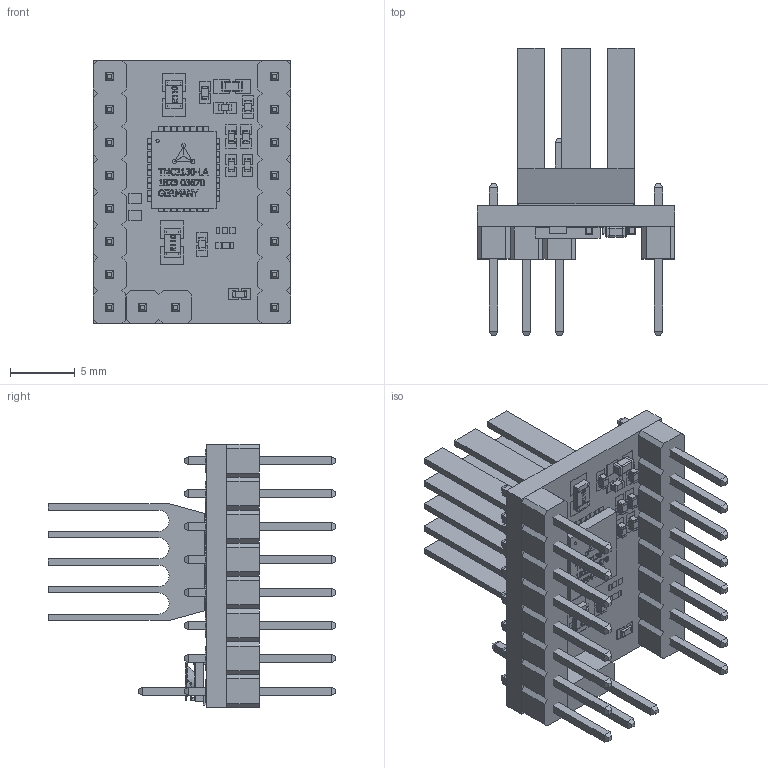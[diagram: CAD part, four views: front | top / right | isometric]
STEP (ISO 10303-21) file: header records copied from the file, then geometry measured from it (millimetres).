
FILE_DESCRIPTION(/* description */ (''),/* implementation_level */ '2;1');
FILE_NAME(/* name */ 'TMC2130-V3.0.step',/* time_stamp */ '2022-07-28T21:05:06+02:00',/* author */ ('Usuario'),/* organization */ (''),/* preprocessor_version */ 'ST-DEVELOPER v18.1',/* originating_system */ 'Autodesk Inventor 2021',/* authorisation */ '');
FILE_SCHEMA (('AUTOMOTIVE_DESIGN { 1 0 10303 214 3 1 1 }'));
Products named in the file (13): BTT TMC2209-V1.2_TOP; Pin_Header_1x2_red; Pin_Header_1x8_red; Pin_Header_1x8_black; EVM-3E; TMC2209_heatsink; TMC2130 Board+ Componentes; TMC2209_board; TMC 2130 LA; Resistor 0805; Resistor 0402; Capacitor 0402; 0603
Assembly tree (20 placements, depth 3):
  BTT TMC2209-V1.2_TOP
    Pin_Header_1x2_red
    Pin_Header_1x8_red
    Pin_Header_1x8_black
    EVM-3E
    TMC2209_heatsink
    TMC2130 Board+ Componentes
      TMC2209_board
      TMC 2130 LA
      Resistor 0805  x2
      Capacitor 0402  x8
      Resistor 0402
      0603
Bounding box: 15.24 x 22.13 x 20.32 mm (x, y, z)
Volume: 1249.9 mm3; surface area: 3076.8 mm2
Topology: 91 solids, 91 shells, 2432 faces, 6168 edges, 4034 vertices
Faces by surface type: plane 1851, cylinder 262, bspline 240, sphere 76, cone 3
Full cylindrical faces by diameter (mm): 0.25 x1, 1 x18, 1.8 x17
Entity records: 67594 total; most frequent: CARTESIAN_POINT 17411, ORIENTED_EDGE 10370, DIRECTION 8511, EDGE_CURVE 5185, LINE 4279, VECTOR 4279, VERTEX_POINT 3504, EDGE_LOOP 2257
